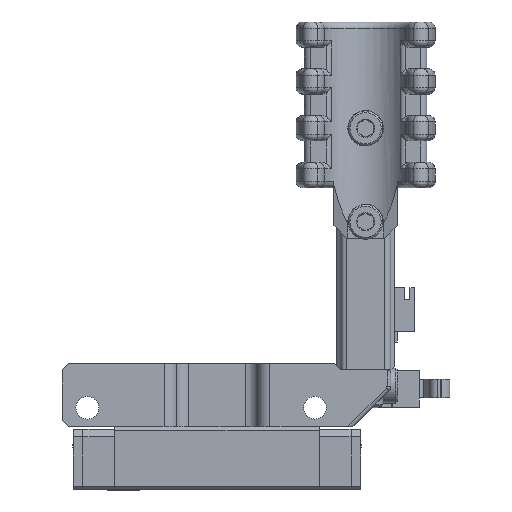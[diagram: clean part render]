
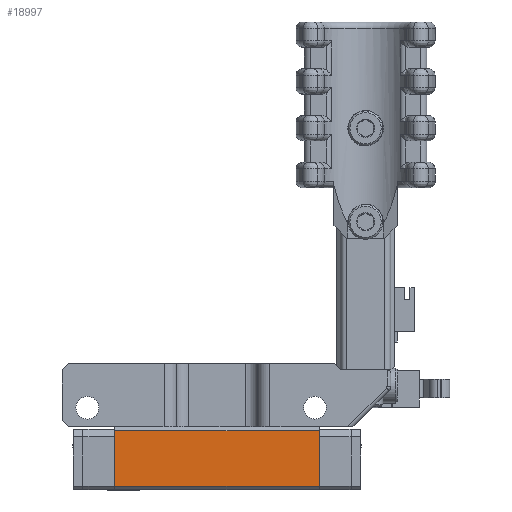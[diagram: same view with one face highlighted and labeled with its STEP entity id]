
A CAD part, front view. The second image highlights one B-rep face of the part: STEP entity #18997.
In plain terms, the highlighted face is planar.
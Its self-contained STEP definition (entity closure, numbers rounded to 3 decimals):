
#2229=PLANE('',#20716);
#3212=FACE_OUTER_BOUND('',#4363,.T.);
#4363=EDGE_LOOP('',(#16672,#16673,#16674,#16675));
#5683=LINE('',#35037,#7194);
#5685=LINE('',#35041,#7196);
#5686=LINE('',#35043,#7197);
#5687=LINE('',#35044,#7198);
#7194=VECTOR('',#24977,1000.);
#7196=VECTOR('',#24981,1000.);
#7197=VECTOR('',#24982,1000.);
#7198=VECTOR('',#24983,1000.);
#9348=VERTEX_POINT('',#35034);
#9349=VERTEX_POINT('',#35036);
#9350=VERTEX_POINT('',#35040);
#9351=VERTEX_POINT('',#35042);
#11888=EDGE_CURVE('',#9349,#9348,#5683,.T.);
#11890=EDGE_CURVE('',#9348,#9350,#5685,.T.);
#11891=EDGE_CURVE('',#9351,#9350,#5686,.T.);
#11892=EDGE_CURVE('',#9349,#9351,#5687,.T.);
#16672=ORIENTED_EDGE('',*,*,#11890,.T.);
#16673=ORIENTED_EDGE('',*,*,#11891,.F.);
#16674=ORIENTED_EDGE('',*,*,#11892,.F.);
#16675=ORIENTED_EDGE('',*,*,#11888,.T.);
#18997=ADVANCED_FACE('',(#3212),#2229,.F.);
#20716=AXIS2_PLACEMENT_3D('',#35039,#24979,#24980);
#24977=DIRECTION('',(0.,0.,-1.));
#24979=DIRECTION('center_axis',(1.,0.,0.));
#24980=DIRECTION('ref_axis',(0.,0.,-1.));
#24981=DIRECTION('',(0.,-1.,0.));
#24982=DIRECTION('',(0.,0.,-1.));
#24983=DIRECTION('',(0.,-1.,0.));
#35034=CARTESIAN_POINT('',(-13.5,6.9,-16.2));
#35036=CARTESIAN_POINT('',(-13.5,6.9,16.2));
#35037=CARTESIAN_POINT('',(-13.5,6.9,16.2));
#35039=CARTESIAN_POINT('Origin',(-13.5,6.9,16.2));
#35040=CARTESIAN_POINT('',(-13.5,-1.9,-16.2));
#35041=CARTESIAN_POINT('',(-13.5,6.9,-16.2));
#35042=CARTESIAN_POINT('',(-13.5,-1.9,16.2));
#35043=CARTESIAN_POINT('',(-13.5,-1.9,16.2));
#35044=CARTESIAN_POINT('',(-13.5,6.9,16.2));
